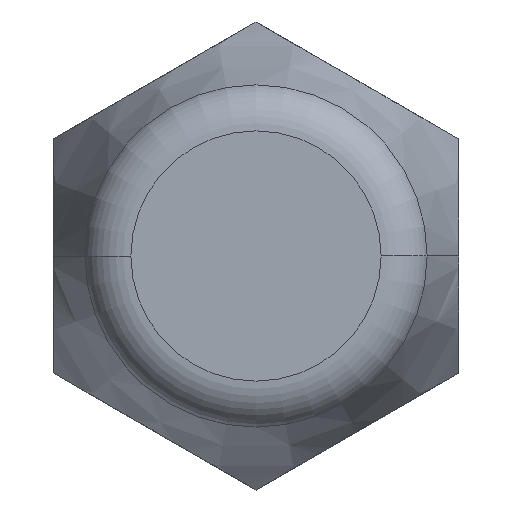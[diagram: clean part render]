
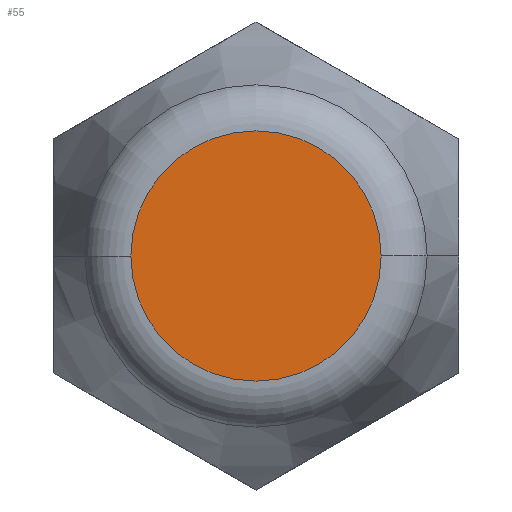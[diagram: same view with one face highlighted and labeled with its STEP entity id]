
A CAD part, front view. The second image highlights one B-rep face of the part: STEP entity #55.
In plain terms, the highlighted planar face has unit normal (0, -1, 0).
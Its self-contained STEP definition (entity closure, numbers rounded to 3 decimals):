
#3 = AXIS2_PLACEMENT_3D ( 'NONE', #659, #88, #50 ) ;
#50 = DIRECTION ( 'NONE',  ( -1., 0., 0. ) ) ;
#55 = ADVANCED_FACE ( 'NONE', ( #510 ), #247, .F. ) ;
#88 = DIRECTION ( 'NONE',  ( 0., 1., 0. ) ) ;
#90 = DIRECTION ( 'NONE',  ( -1., 0., 0. ) ) ;
#95 = VERTEX_POINT ( 'NONE', #298 ) ;
#180 = DIRECTION ( 'NONE',  ( 0., 1., 0. ) ) ;
#183 = CIRCLE ( 'NONE', #3, 1.872 ) ;
#195 = DIRECTION ( 'NONE',  ( 0., 1., 0. ) ) ;
#230 = CARTESIAN_POINT ( 'NONE',  ( 0., 0., 0. ) ) ;
#239 = CIRCLE ( 'NONE', #358, 1.872 ) ;
#247 = PLANE ( 'NONE',  #336 ) ;
#298 = CARTESIAN_POINT ( 'NONE',  ( 1.872, 0., 0. ) ) ;
#313 = VERTEX_POINT ( 'NONE', #470 ) ;
#336 = AXIS2_PLACEMENT_3D ( 'NONE', #457, #195, #90 ) ;
#358 = AXIS2_PLACEMENT_3D ( 'NONE', #230, #180, #650 ) ;
#381 = ORIENTED_EDGE ( 'NONE', *, *, #581, .F. ) ;
#432 = EDGE_CURVE ( 'NONE', #313, #95, #239, .T. ) ;
#457 = CARTESIAN_POINT ( 'NONE',  ( 0., 0., 0. ) ) ;
#470 = CARTESIAN_POINT ( 'NONE',  ( -1.872, 0., 0. ) ) ;
#471 = EDGE_LOOP ( 'NONE', ( #475, #381 ) ) ;
#475 = ORIENTED_EDGE ( 'NONE', *, *, #432, .F. ) ;
#510 = FACE_OUTER_BOUND ( 'NONE', #471, .T. ) ;
#581 = EDGE_CURVE ( 'NONE', #95, #313, #183, .T. ) ;
#650 = DIRECTION ( 'NONE',  ( -1., 0., 0. ) ) ;
#659 = CARTESIAN_POINT ( 'NONE',  ( 0., 0., 0. ) ) ;
